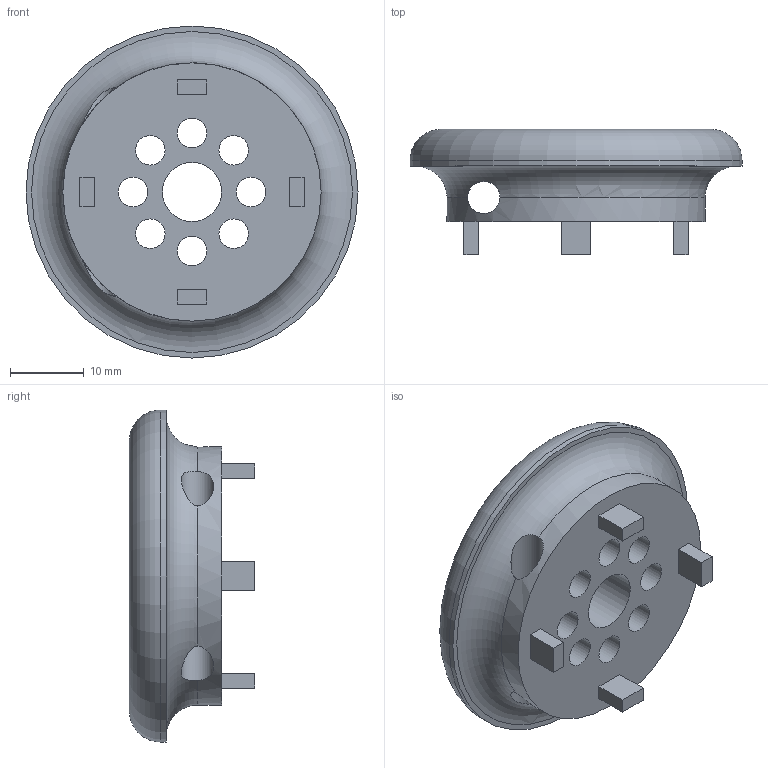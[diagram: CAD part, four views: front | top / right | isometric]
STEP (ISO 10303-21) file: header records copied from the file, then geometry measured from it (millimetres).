
FILE_DESCRIPTION(/* description */ (''),/* implementation_level */ '2;1');
FILE_NAME(/* name */ '',/* time_stamp */ '2025-02-08T17:45:54+03:00',/* author */ ('Phantom'),/* organization */ (''),/* preprocessor_version */ 'ST-DEVELOPER v20',/* originating_system */ 'Autodesk Inventor 2025',/* authorisation */ '');
FILE_SCHEMA (('AUTOMOTIVE_DESIGN { 1 0 10303 214 3 1 1 }'));
Length unit declared in the file: millimetre
Products named in the file (1): мини катушка3
Bounding box: 45 x 17 x 45 mm (x, y, z)
Volume: 12979 mm3; surface area: 6033.1 mm2
Topology: 1 solids, 1 shells, 37 faces, 95 edges, 64 vertices
Faces by surface type: plane 23, cylinder 12, torus 2
Full cylindrical faces by diameter (mm): 4 x8, 4.4 x1, 8 x1, 35 x1, 45 x1
Entity records: 1302 total; most frequent: CARTESIAN_POINT 284, DIRECTION 198, ORIENTED_EDGE 188, EDGE_CURVE 94, AXIS2_PLACEMENT_3D 69, VERTEX_POINT 62, EDGE_LOOP 60, LINE 60
